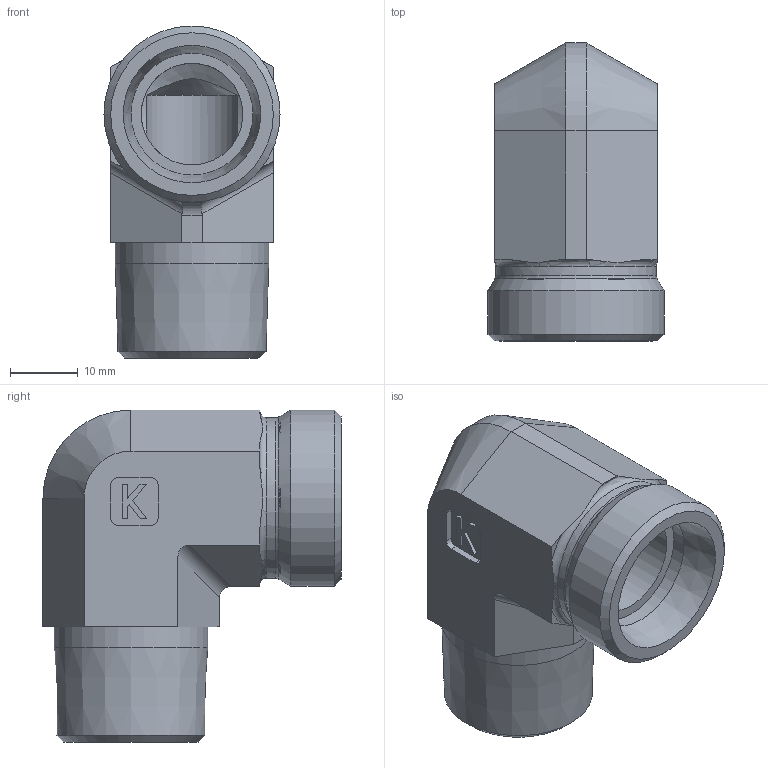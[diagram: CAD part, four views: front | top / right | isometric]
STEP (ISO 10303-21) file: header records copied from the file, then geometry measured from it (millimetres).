
FILE_DESCRIPTION((''),'2;1');
FILE_NAME('21002182226.stp','2014-08-27T10:42:59',(''),('KNOMI spol. s r. o.'),'Autodesk Inventor 2012','Autodesk Inventor 2012','');
FILE_SCHEMA(('AUTOMOTIVE_DESIGN { 1 2 10303 214 0 1 1 1 }'));
Length unit declared in the file: millimetre
Products named in the file (1): LHCM2 18LMkuž M22x1.5/M26x1
Bounding box: 26 x 43.99 x 49 mm (x, y, z)
Volume: 19222.7 mm3; surface area: 8811.1 mm2
Topology: 1 solids, 1 shells, 84 faces, 204 edges, 133 vertices
Faces by surface type: plane 54, cylinder 16, cone 12, torus 2
Full cylindrical faces by diameter (mm): 14 x1, 15 x1, 18 x1, 22.657 x1, 23.7 x1, 26 x1
Entity records: 2427 total; most frequent: CARTESIAN_POINT 540, DIRECTION 382, ORIENTED_EDGE 360, EDGE_CURVE 180, AXIS2_PLACEMENT_3D 137, VERTEX_POINT 124, EDGE_LOOP 112, VECTOR 108
